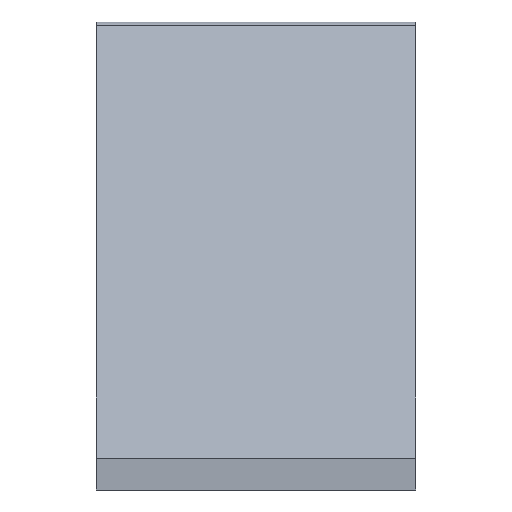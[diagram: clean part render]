
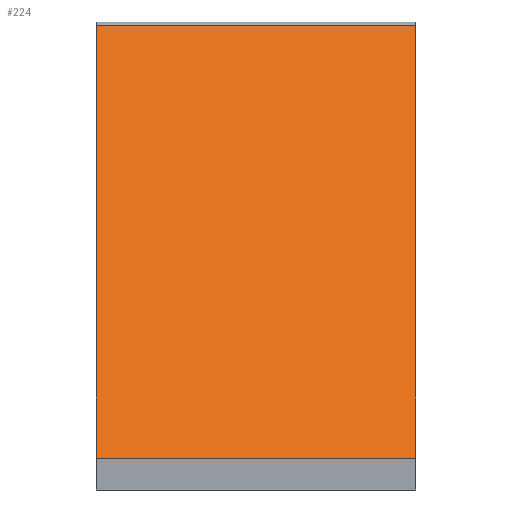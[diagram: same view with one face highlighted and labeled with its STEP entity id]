
A CAD part, front view. The second image highlights one B-rep face of the part: STEP entity #224.
In plain terms, the highlighted planar face has unit normal (0, -0.819, 0.574).
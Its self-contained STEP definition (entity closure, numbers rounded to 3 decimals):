
#22=PLANE('',#255);
#32=FACE_OUTER_BOUND('',#44,.T.);
#44=EDGE_LOOP('',(#169,#170,#171,#172));
#60=LINE('',#359,#82);
#61=LINE('',#362,#83);
#62=LINE('',#364,#84);
#63=LINE('',#365,#85);
#82=VECTOR('',#292,10.);
#83=VECTOR('',#295,10.);
#84=VECTOR('',#296,10.);
#85=VECTOR('',#297,10.);
#113=VERTEX_POINT('',#355);
#114=VERTEX_POINT('',#357);
#115=VERTEX_POINT('',#361);
#116=VERTEX_POINT('',#363);
#136=EDGE_CURVE('',#113,#114,#60,.T.);
#137=EDGE_CURVE('',#115,#113,#61,.T.);
#138=EDGE_CURVE('',#116,#114,#62,.T.);
#139=EDGE_CURVE('',#116,#115,#63,.T.);
#169=ORIENTED_EDGE('',*,*,#137,.T.);
#170=ORIENTED_EDGE('',*,*,#136,.T.);
#171=ORIENTED_EDGE('',*,*,#138,.F.);
#172=ORIENTED_EDGE('',*,*,#139,.T.);
#224=ADVANCED_FACE('',(#32),#22,.T.);
#255=AXIS2_PLACEMENT_3D('',#360,#293,#294);
#292=DIRECTION('',(-1.,0.,0.));
#293=DIRECTION('center_axis',(0.,-0.819,0.574));
#294=DIRECTION('ref_axis',(0.,0.574,0.819));
#295=DIRECTION('',(0.,0.574,0.819));
#296=DIRECTION('',(0.,0.574,0.819));
#297=DIRECTION('',(1.,0.,0.));
#355=CARTESIAN_POINT('',(186.174,109.44,74.466));
#357=CARTESIAN_POINT('',(156.174,109.44,74.466));
#359=CARTESIAN_POINT('',(186.174,109.44,74.466));
#360=CARTESIAN_POINT('Origin',(186.174,81.,33.85));
#361=CARTESIAN_POINT('',(186.174,81.,33.85));
#362=CARTESIAN_POINT('',(186.174,81.,33.85));
#363=CARTESIAN_POINT('',(156.174,81.,33.85));
#364=CARTESIAN_POINT('',(156.174,81.,33.85));
#365=CARTESIAN_POINT('',(156.174,81.,33.85));
